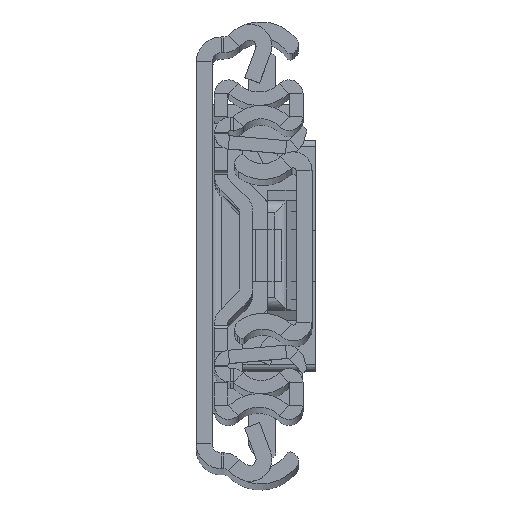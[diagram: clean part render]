
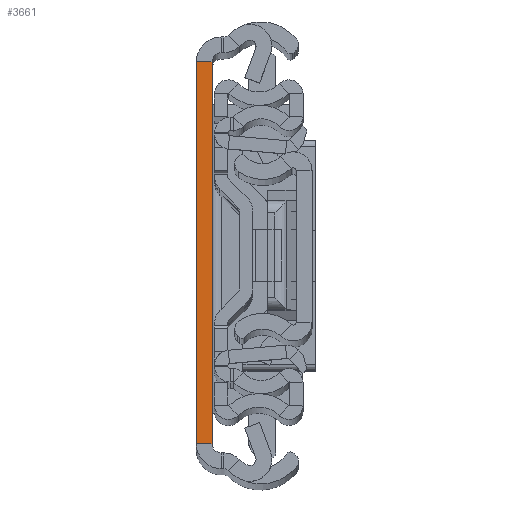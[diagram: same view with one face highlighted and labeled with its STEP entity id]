
A CAD part, top view. The second image highlights one B-rep face of the part: STEP entity #3661.
In plain terms, the highlighted planar face has unit normal (0, 0, 1).
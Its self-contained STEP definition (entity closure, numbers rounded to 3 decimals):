
#347 = PLANE ( 'NONE',  #15909 ) ;
#689 = VERTEX_POINT ( 'NONE', #10609 ) ;
#1513 = DIRECTION ( 'NONE',  ( 1., 0., 0. ) ) ;
#1595 = LINE ( 'NONE', #2906, #1797 ) ;
#1797 = VECTOR ( 'NONE', #1513, 1000. ) ;
#2124 = LINE ( 'NONE', #4620, #11175 ) ;
#2455 = DIRECTION ( 'NONE',  ( 0., 1., 0. ) ) ;
#2906 = CARTESIAN_POINT ( 'NONE',  ( 2.6, -31.5, 0. ) ) ;
#3642 = EDGE_CURVE ( 'NONE', #11872, #5439, #6539, .T. ) ;
#3661 = ADVANCED_FACE ( 'NONE', ( #16344 ), #347, .F. ) ;
#4421 = DIRECTION ( 'NONE',  ( 0., 1., 0. ) ) ;
#4620 = CARTESIAN_POINT ( 'NONE',  ( 2.6, 31.5, 0. ) ) ;
#5123 = CARTESIAN_POINT ( 'NONE',  ( 2.6, -31.5, 0. ) ) ;
#5439 = VERTEX_POINT ( 'NONE', #13373 ) ;
#6067 = ORIENTED_EDGE ( 'NONE', *, *, #12908, .F. ) ;
#6186 = VECTOR ( 'NONE', #9207, 1000. ) ;
#6343 = EDGE_LOOP ( 'NONE', ( #6067, #10569, #16513, #14890 ) ) ;
#6539 = LINE ( 'NONE', #11842, #6186 ) ;
#8226 = VERTEX_POINT ( 'NONE', #13909 ) ;
#8283 = VECTOR ( 'NONE', #2455, 1000. ) ;
#8320 = CARTESIAN_POINT ( 'NONE',  ( 2.6, -31.5, 0. ) ) ;
#8459 = EDGE_CURVE ( 'NONE', #8226, #689, #8924, .T. ) ;
#8924 = LINE ( 'NONE', #5123, #8283 ) ;
#8944 = CARTESIAN_POINT ( 'NONE',  ( 0., -31.5, 0. ) ) ;
#9207 = DIRECTION ( 'NONE',  ( 0., 1., 0. ) ) ;
#9372 = DIRECTION ( 'NONE',  ( 0., 0., -1. ) ) ;
#10569 = ORIENTED_EDGE ( 'NONE', *, *, #3642, .F. ) ;
#10609 = CARTESIAN_POINT ( 'NONE',  ( 2.6, 31.5, 0. ) ) ;
#11175 = VECTOR ( 'NONE', #12796, 1000. ) ;
#11842 = CARTESIAN_POINT ( 'NONE',  ( 0., -31.5, 0. ) ) ;
#11872 = VERTEX_POINT ( 'NONE', #8944 ) ;
#12796 = DIRECTION ( 'NONE',  ( 1., 0., 0. ) ) ;
#12908 = EDGE_CURVE ( 'NONE', #5439, #689, #2124, .T. ) ;
#13373 = CARTESIAN_POINT ( 'NONE',  ( 0., 31.5, 0. ) ) ;
#13909 = CARTESIAN_POINT ( 'NONE',  ( 2.6, -31.5, 0. ) ) ;
#14890 = ORIENTED_EDGE ( 'NONE', *, *, #8459, .T. ) ;
#15909 = AXIS2_PLACEMENT_3D ( 'NONE', #8320, #9372, #4421 ) ;
#16344 = FACE_OUTER_BOUND ( 'NONE', #6343, .T. ) ;
#16513 = ORIENTED_EDGE ( 'NONE', *, *, #16740, .T. ) ;
#16740 = EDGE_CURVE ( 'NONE', #11872, #8226, #1595, .T. ) ;
